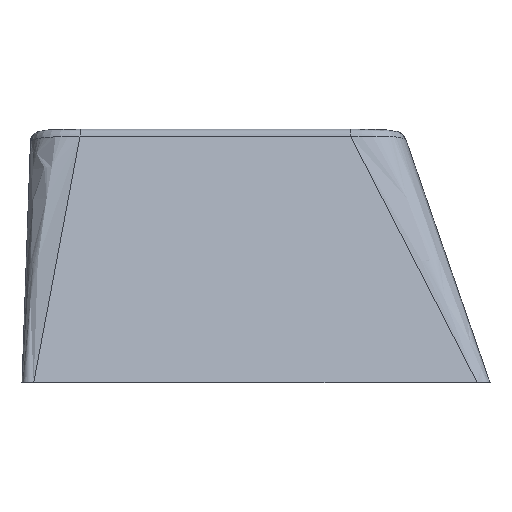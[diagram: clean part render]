
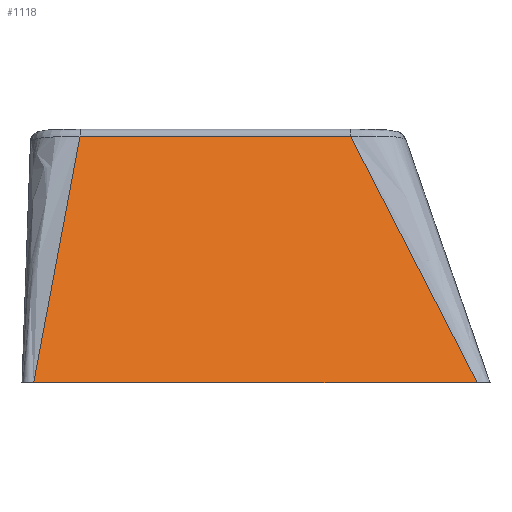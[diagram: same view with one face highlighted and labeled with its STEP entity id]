
A CAD part, left-side view. The second image highlights one B-rep face of the part: STEP entity #1118.
In plain terms, the highlighted planar face has unit normal (-0.956, 0, 0.294).
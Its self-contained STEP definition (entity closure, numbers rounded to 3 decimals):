
#88=FACE_OUTER_BOUND('',#154,.T.);
#154=EDGE_LOOP('',(#796,#797,#798,#799));
#232=LINE('',#1727,#361);
#252=LINE('',#1838,#381);
#253=LINE('',#1840,#382);
#254=LINE('',#1841,#383);
#361=VECTOR('',#1296,10.);
#381=VECTOR('',#1324,10.);
#382=VECTOR('',#1325,10.);
#383=VECTOR('',#1326,10.);
#493=VERTEX_POINT('',#1673);
#494=VERTEX_POINT('',#1726);
#510=VERTEX_POINT('',#1837);
#511=VERTEX_POINT('',#1839);
#599=EDGE_CURVE('',#493,#494,#232,.T.);
#621=EDGE_CURVE('',#510,#494,#252,.F.);
#622=EDGE_CURVE('',#493,#511,#253,.T.);
#623=EDGE_CURVE('',#511,#510,#254,.F.);
#796=ORIENTED_EDGE('',*,*,#621,.T.);
#797=ORIENTED_EDGE('',*,*,#599,.F.);
#798=ORIENTED_EDGE('',*,*,#622,.T.);
#799=ORIENTED_EDGE('',*,*,#623,.T.);
#1068=PLANE('',#1200);
#1118=ADVANCED_FACE('',(#88),#1068,.F.);
#1200=AXIS2_PLACEMENT_3D('',#1836,#1322,#1323);
#1296=DIRECTION('',(0.,1.,0.));
#1322=DIRECTION('center_axis',(0.956,0.,-0.294));
#1323=DIRECTION('ref_axis',(-0.294,0.,-0.956));
#1324=DIRECTION('',(0.289,-0.177,0.941));
#1325=DIRECTION('',(0.264,0.441,0.858));
#1326=DIRECTION('',(0.,-1.,0.));
#1673=CARTESIAN_POINT('',(-13.812,-10.035,-60.));
#1726=CARTESIAN_POINT('',(-13.812,7.116,-60.));
#1727=CARTESIAN_POINT('',(-13.812,-10.035,-60.));
#1836=CARTESIAN_POINT('Origin',(-12.3,-8.829,-55.075));
#1837=CARTESIAN_POINT('',(-10.887,5.325,-50.475));
#1838=CARTESIAN_POINT('',(-13.812,7.116,-60.));
#1839=CARTESIAN_POINT('',(-10.887,-5.141,-50.475));
#1840=CARTESIAN_POINT('',(-13.812,-10.035,-60.));
#1841=CARTESIAN_POINT('',(-10.887,5.325,-50.475));
